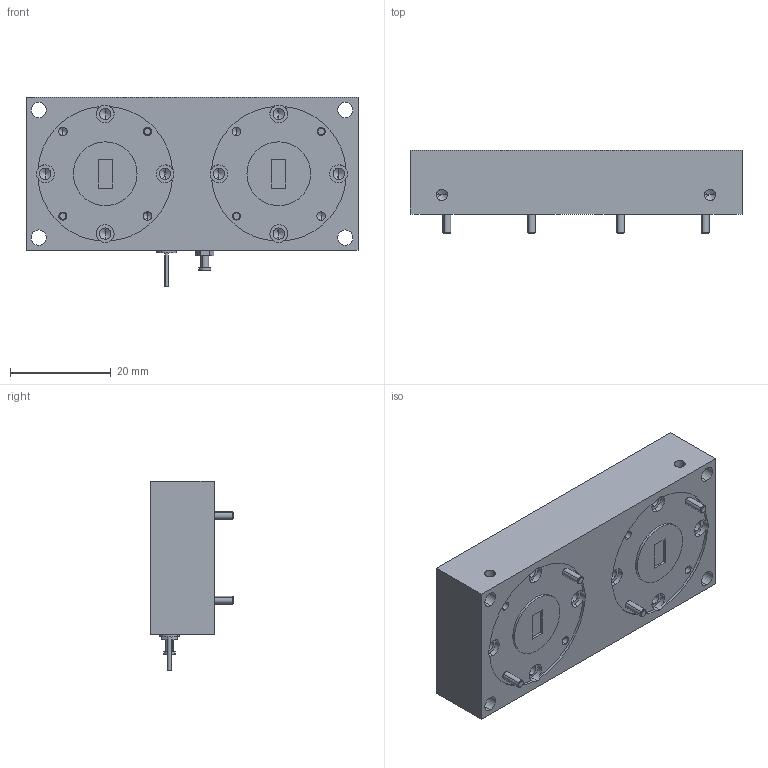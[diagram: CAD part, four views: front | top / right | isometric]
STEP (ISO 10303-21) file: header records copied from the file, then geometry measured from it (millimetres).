
FILE_DESCRIPTION (( 'STEP AP203' ), '1' );
FILE_NAME ('BG-SQ-1-A Rev 1.2 DF.STEP', '2019-06-06T18:14:14', ( '' ), ( '' ), 'SwSTEP 2.0', 'SolidWorks 2016', '' );
FILE_SCHEMA (( 'CONFIG_CONTROL_DESIGN' ));
Length unit declared in the file: inch
Products named in the file (1): BG-SQ-1-A Rev 1.2 DF
Bounding box: 66.04 x 16.57 x 37.72 mm (x, y, z)
Volume: 24398.3 mm3; surface area: 8656.9 mm2
Topology: 5 solids, 6 shells, 389 faces, 978 edges, 608 vertices
Faces by surface type: cylinder 152, plane 137, cone 92, bspline 8
Entity records: 13869 total; most frequent: CARTESIAN_POINT 4688, DIRECTION 1938, ORIENTED_EDGE 1876, EDGE_CURVE 938, AXIS2_PLACEMENT_3D 758, VERTEX_POINT 608, EDGE_LOOP 446, VECTOR 422
